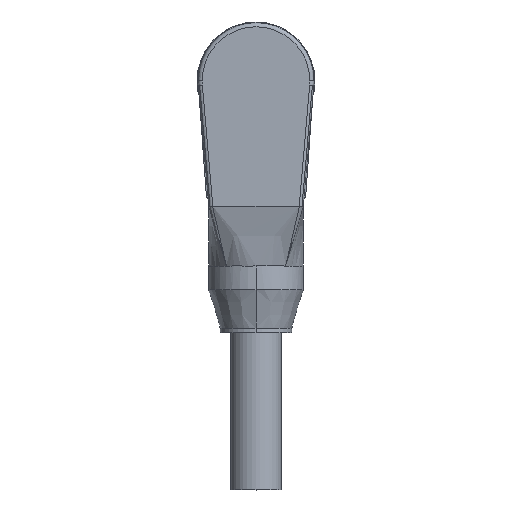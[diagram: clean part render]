
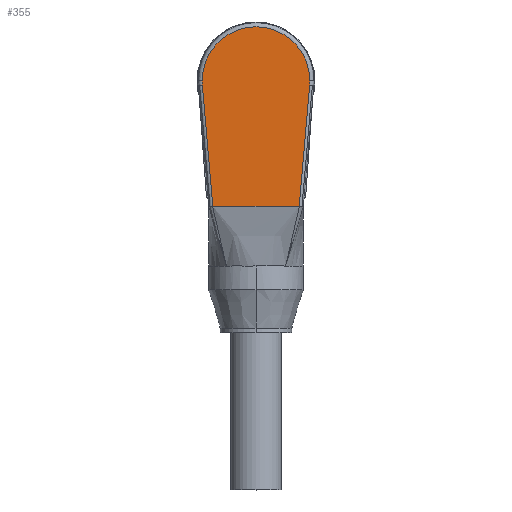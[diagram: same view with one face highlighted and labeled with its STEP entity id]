
A CAD part, top view. The second image highlights one B-rep face of the part: STEP entity #355.
In plain terms, the highlighted planar face has unit normal (0, 0, 1).
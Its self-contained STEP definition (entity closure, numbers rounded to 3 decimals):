
#233 = CIRCLE ( 'NONE', #3424, 6.85 ) ;
#245 = LINE ( 'NONE', #1499, #4982 ) ;
#355 = ADVANCED_FACE ( 'NONE', ( #2086 ), #2272, .F. ) ;
#396 = DIRECTION ( 'NONE',  ( 0., 1., 0. ) ) ;
#477 = CARTESIAN_POINT ( 'NONE',  ( 0., 0., 17.5 ) ) ;
#537 = VERTEX_POINT ( 'NONE', #2448 ) ;
#830 = CARTESIAN_POINT ( 'NONE',  ( -6.85, 0., 17.5 ) ) ;
#855 = ORIENTED_EDGE ( 'NONE', *, *, #2033, .F. ) ;
#969 = DIRECTION ( 'NONE',  ( 0., 1., 0. ) ) ;
#1095 = VERTEX_POINT ( 'NONE', #1303 ) ;
#1153 = VERTEX_POINT ( 'NONE', #5068 ) ;
#1303 = CARTESIAN_POINT ( 'NONE',  ( 6.825, -0.587, 17.5 ) ) ;
#1310 = EDGE_CURVE ( 'NONE', #1153, #4308, #245, .T. ) ;
#1360 = ORIENTED_EDGE ( 'NONE', *, *, #4452, .F. ) ;
#1499 = CARTESIAN_POINT ( 'NONE',  ( -5.498, -16., 17.5 ) ) ;
#1507 = ORIENTED_EDGE ( 'NONE', *, *, #2141, .T. ) ;
#1533 = CIRCLE ( 'NONE', #4094, 6.85 ) ;
#1620 = VECTOR ( 'NONE', #4637, 1000. ) ;
#1723 = DIRECTION ( 'NONE',  ( -1., 0., 0. ) ) ;
#1740 = DIRECTION ( 'NONE',  ( 0., 0., -1. ) ) ;
#2033 = EDGE_CURVE ( 'NONE', #1095, #3260, #3327, .T. ) ;
#2086 = FACE_OUTER_BOUND ( 'NONE', #3058, .T. ) ;
#2141 = EDGE_CURVE ( 'NONE', #1153, #3260, #5328, .T. ) ;
#2167 = CARTESIAN_POINT ( 'NONE',  ( 0., 0., 17.5 ) ) ;
#2272 = PLANE ( 'NONE',  #5137 ) ;
#2448 = CARTESIAN_POINT ( 'NONE',  ( 6.85, 0., 17.5 ) ) ;
#2485 = EDGE_CURVE ( 'NONE', #3109, #537, #233, .T. ) ;
#2749 = CARTESIAN_POINT ( 'NONE',  ( 0., 0., 17.5 ) ) ;
#2953 = ORIENTED_EDGE ( 'NONE', *, *, #2962, .F. ) ;
#2962 = EDGE_CURVE ( 'NONE', #4308, #3109, #1533, .T. ) ;
#3058 = EDGE_LOOP ( 'NONE', ( #855, #1360, #5578, #2953, #3229, #1507 ) ) ;
#3109 = VERTEX_POINT ( 'NONE', #830 ) ;
#3218 = DIRECTION ( 'NONE',  ( 0., 1., 0. ) ) ;
#3229 = ORIENTED_EDGE ( 'NONE', *, *, #1310, .F. ) ;
#3260 = VERTEX_POINT ( 'NONE', #3825 ) ;
#3283 = DIRECTION ( 'NONE',  ( 0., 0., -1. ) ) ;
#3327 = LINE ( 'NONE', #4035, #5622 ) ;
#3424 = AXIS2_PLACEMENT_3D ( 'NONE', #6037, #3283, #396 ) ;
#3652 = CIRCLE ( 'NONE', #4964, 6.85 ) ;
#3714 = CARTESIAN_POINT ( 'NONE',  ( -5.498, -16., 17.5 ) ) ;
#3810 = DIRECTION ( 'NONE',  ( 0., 0., -1. ) ) ;
#3825 = CARTESIAN_POINT ( 'NONE',  ( 5.498, -16., 17.5 ) ) ;
#4035 = CARTESIAN_POINT ( 'NONE',  ( 6.825, -0.587, 17.5 ) ) ;
#4094 = AXIS2_PLACEMENT_3D ( 'NONE', #477, #3810, #969 ) ;
#4308 = VERTEX_POINT ( 'NONE', #5816 ) ;
#4452 = EDGE_CURVE ( 'NONE', #537, #1095, #3652, .T. ) ;
#4497 = DIRECTION ( 'NONE',  ( -0.086, -0.996, 0. ) ) ;
#4637 = DIRECTION ( 'NONE',  ( 1., 0., 0. ) ) ;
#4747 = DIRECTION ( 'NONE',  ( -0.086, 0.996, 0. ) ) ;
#4964 = AXIS2_PLACEMENT_3D ( 'NONE', #2749, #5974, #3218 ) ;
#4982 = VECTOR ( 'NONE', #4747, 1000. ) ;
#5068 = CARTESIAN_POINT ( 'NONE',  ( -5.498, -16., 17.5 ) ) ;
#5137 = AXIS2_PLACEMENT_3D ( 'NONE', #2167, #1740, #1723 ) ;
#5328 = LINE ( 'NONE', #3714, #1620 ) ;
#5578 = ORIENTED_EDGE ( 'NONE', *, *, #2485, .F. ) ;
#5622 = VECTOR ( 'NONE', #4497, 1000. ) ;
#5816 = CARTESIAN_POINT ( 'NONE',  ( -6.825, -0.587, 17.5 ) ) ;
#5974 = DIRECTION ( 'NONE',  ( 0., 0., -1. ) ) ;
#6037 = CARTESIAN_POINT ( 'NONE',  ( 0., 0., 17.5 ) ) ;
